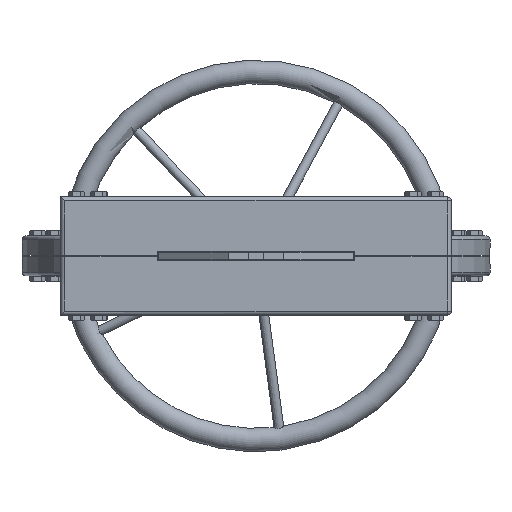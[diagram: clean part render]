
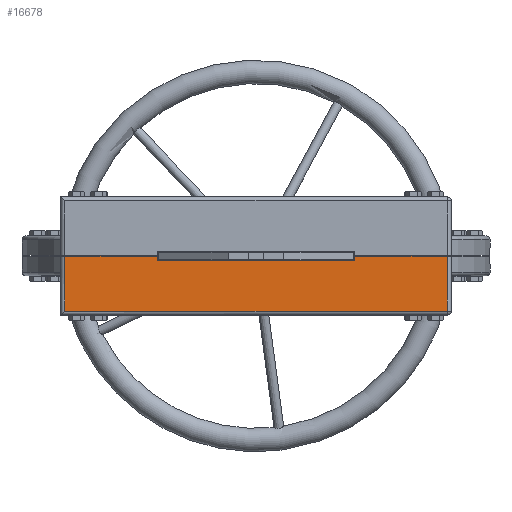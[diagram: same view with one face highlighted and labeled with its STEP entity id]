
A CAD part, front view. The second image highlights one B-rep face of the part: STEP entity #16678.
In plain terms, the highlighted planar face has unit normal (0, -1, 0).
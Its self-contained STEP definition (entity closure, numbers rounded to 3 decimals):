
#2553=FACE_OUTER_BOUND('',#3568,.T.);
#3568=EDGE_LOOP('',(#12019,#12020,#12021,#12022,#12023,#12024,#12025,#12026));
#4618=LINE('',#26401,#5748);
#4633=LINE('',#26493,#5763);
#4733=LINE('',#27045,#5863);
#4737=LINE('',#27074,#5867);
#4740=LINE('',#27078,#5870);
#4778=LINE('',#27208,#5908);
#4779=LINE('',#27210,#5909);
#4780=LINE('',#27211,#5910);
#5748=VECTOR('',#20535,10.);
#5763=VECTOR('',#20616,10.);
#5863=VECTOR('',#21188,10.);
#5867=VECTOR('',#21222,10.);
#5870=VECTOR('',#21227,10.);
#5908=VECTOR('',#21389,10.);
#5909=VECTOR('',#21390,10.);
#5910=VECTOR('',#21391,10.);
#7074=VERTEX_POINT('',#26398);
#7075=VERTEX_POINT('',#26400);
#7118=VERTEX_POINT('',#26490);
#7119=VERTEX_POINT('',#26492);
#7315=VERTEX_POINT('',#27044);
#7325=VERTEX_POINT('',#27070);
#7355=VERTEX_POINT('',#27207);
#7356=VERTEX_POINT('',#27209);
#8684=EDGE_CURVE('',#7074,#7075,#4618,.T.);
#8730=EDGE_CURVE('',#7118,#7119,#4633,.T.);
#8997=EDGE_CURVE('',#7315,#7118,#4733,.T.);
#9011=EDGE_CURVE('',#7075,#7325,#4737,.T.);
#9014=EDGE_CURVE('',#7325,#7315,#4740,.T.);
#9085=EDGE_CURVE('',#7074,#7355,#4778,.T.);
#9086=EDGE_CURVE('',#7355,#7356,#4779,.T.);
#9087=EDGE_CURVE('',#7356,#7119,#4780,.T.);
#12019=ORIENTED_EDGE('',*,*,#8997,.F.);
#12020=ORIENTED_EDGE('',*,*,#9014,.F.);
#12021=ORIENTED_EDGE('',*,*,#9011,.F.);
#12022=ORIENTED_EDGE('',*,*,#8684,.F.);
#12023=ORIENTED_EDGE('',*,*,#9085,.T.);
#12024=ORIENTED_EDGE('',*,*,#9086,.T.);
#12025=ORIENTED_EDGE('',*,*,#9087,.T.);
#12026=ORIENTED_EDGE('',*,*,#8730,.F.);
#15283=PLANE('',#18196);
#16678=ADVANCED_FACE('',(#2553),#15283,.F.);
#18196=AXIS2_PLACEMENT_3D('',#27206,#21387,#21388);
#20535=DIRECTION('',(1.,0.,0.));
#20616=DIRECTION('',(1.,0.,0.));
#21188=DIRECTION('',(0.,0.,1.));
#21222=DIRECTION('',(0.,0.,-1.));
#21227=DIRECTION('',(-1.,0.,0.));
#21387=DIRECTION('center_axis',(0.,1.,0.));
#21388=DIRECTION('ref_axis',(1.,0.,0.));
#21389=DIRECTION('',(0.,0.,-1.));
#21390=DIRECTION('',(-1.,0.,0.));
#21391=DIRECTION('',(0.,0.,1.));
#26398=CARTESIAN_POINT('',(50.5,-137.5,-0.25));
#26400=CARTESIAN_POINT('',(98.,-137.5,-0.25));
#26401=CARTESIAN_POINT('',(-100.,-137.5,-0.25));
#26490=CARTESIAN_POINT('',(-98.,-137.5,-0.25));
#26492=CARTESIAN_POINT('',(-50.5,-137.5,-0.25));
#26493=CARTESIAN_POINT('',(-100.,-137.5,-0.25));
#27044=CARTESIAN_POINT('',(-98.,-137.5,-28.25));
#27045=CARTESIAN_POINT('',(-98.,-137.5,-0.25));
#27070=CARTESIAN_POINT('',(98.,-137.5,-28.25));
#27074=CARTESIAN_POINT('',(98.,-137.5,-0.25));
#27078=CARTESIAN_POINT('',(-50.,-137.5,-28.25));
#27206=CARTESIAN_POINT('Origin',(-100.,-137.5,-0.25));
#27207=CARTESIAN_POINT('',(50.5,-137.5,-2.5));
#27208=CARTESIAN_POINT('',(50.5,-137.5,1.125));
#27209=CARTESIAN_POINT('',(-50.5,-137.5,-2.5));
#27210=CARTESIAN_POINT('',(-24.75,-137.5,-2.5));
#27211=CARTESIAN_POINT('',(-50.5,-137.5,-1.375));
